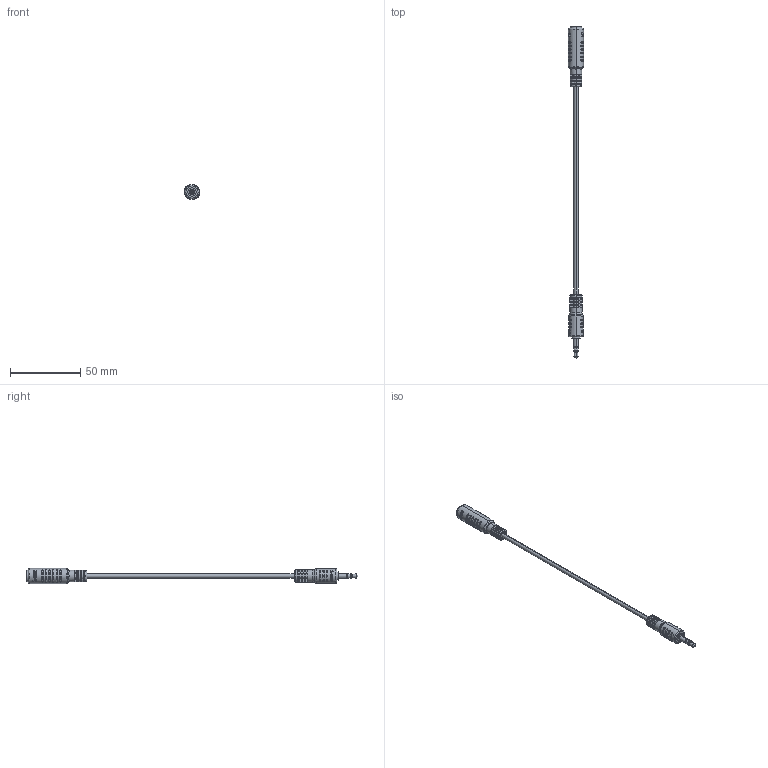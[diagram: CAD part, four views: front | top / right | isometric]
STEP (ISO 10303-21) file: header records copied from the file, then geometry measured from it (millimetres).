
FILE_DESCRIPTION (( 'STEP AP214' ), '1' );
FILE_NAME ('CTL35MFT.STEP', '2010-09-07T20:39:31', ( 'x' ), ( 'Microsoft' ), 'SwSTEP 2.0', 'SolidWorks 2010', '' );
FILE_SCHEMA (( 'AUTOMOTIVE_DESIGN' ));
Length unit declared in the file: inch
Products named in the file (10): MTN-238; 3AB13-016; 1AA12-012; MTN-190; MTN-189; CTL35MFT; MTN-188; 1AA12-011; 3AB13-015; 1AL08-274
Assembly tree (9 placements, depth 3):
  CTL35MFT
    3AB13-015
      MTN-238
      MTN-188
      1AA12-011
    1AL08-274
    3AB13-016
      MTN-189
      MTN-190
      1AA12-012
Bounding box: 11.18 x 235.85 x 10.67 mm (x, y, z)
Volume: 8100.3 mm3; surface area: 6615.5 mm2
Topology: 7 solids, 7 shells, 1907 faces, 5402 edges, 3562 vertices
Faces by surface type: plane 1654, cylinder 141, torus 58, bspline 36, cone 18
Entity records: 69303 total; most frequent: CARTESIAN_POINT 26972, ORIENTED_EDGE 10804, DIRECTION 6560, EDGE_CURVE 5402, VERTEX_POINT 3562, AXIS2_PLACEMENT_3D 2342, EDGE_LOOP 2028, ADVANCED_FACE 1907
